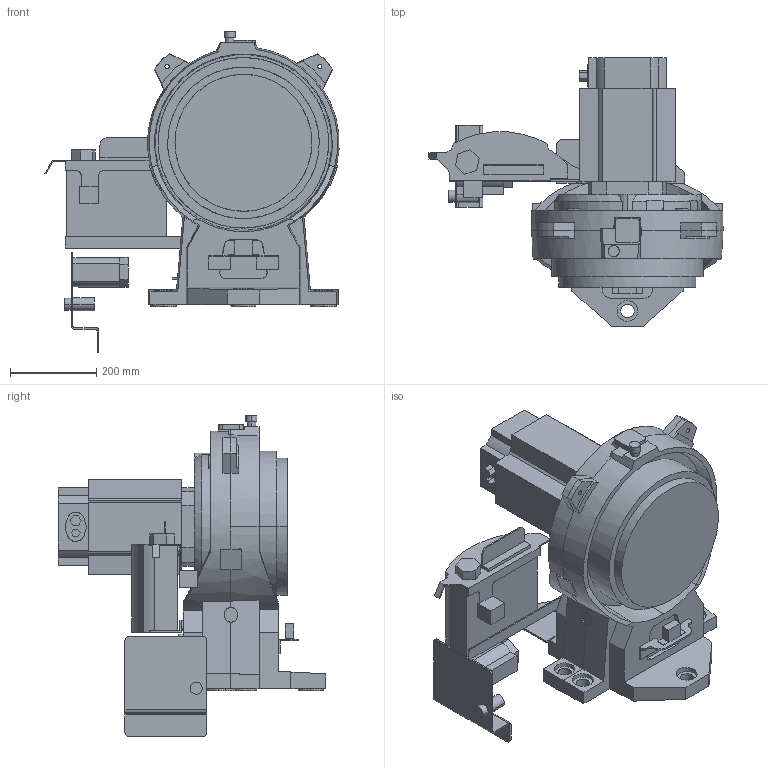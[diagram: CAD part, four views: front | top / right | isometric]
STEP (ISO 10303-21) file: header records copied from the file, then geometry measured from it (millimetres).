
FILE_DESCRIPTION (( 'STEP AP214' ), '1' );
FILE_NAME ('IRB6620LX_150-190_LINK1_CAD_rev03.STEP', '2016-12-02T09:57:26', ( 'ABB' ), ( 'ABB' ), 'SwSTEP 2.0', 'SolidWorks 2014', '' );
FILE_SCHEMA (( 'AUTOMOTIVE_DESIGN' ));
Length unit declared in the file: millimetre
Products named in the file (1): IRB6620LX_150-190_LINK1_CAD_rev03
Bounding box: 681.3 x 620.5 x 746 mm (x, y, z)
Volume: 55311727.2 mm3; surface area: 1924528.1 mm2
Topology: 2 solids, 2 shells, 520 faces, 1381 edges, 903 vertices
Faces by surface type: plane 305, cylinder 144, cone 68, bspline 3
Entity records: 21928 total; most frequent: CARTESIAN_POINT 9197, ORIENTED_EDGE 2754, DIRECTION 2381, EDGE_CURVE 1377, VERTEX_POINT 903, VECTOR 851, LINE 851, AXIS2_PLACEMENT_3D 765
